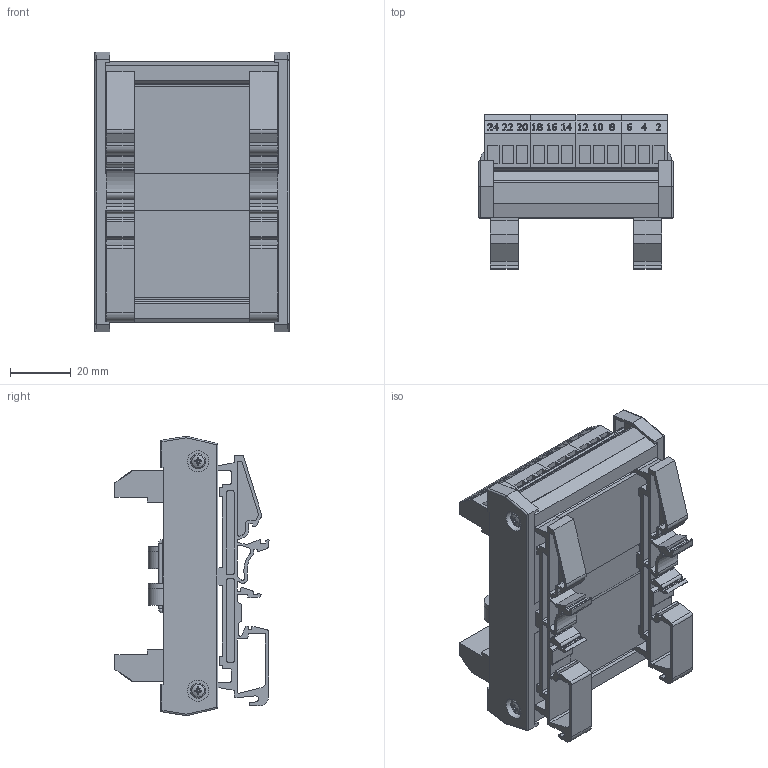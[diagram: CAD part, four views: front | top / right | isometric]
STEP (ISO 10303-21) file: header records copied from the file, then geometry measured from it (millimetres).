
FILE_DESCRIPTION((''),'2;1');
FILE_NAME('5703.4.stp','2014-07-15T11:46:05',('roland'),(''),'Autodesk Inventor 2013','Autodesk Inventor 2013','');
FILE_SCHEMA(('CONFIG_CONTROL_DESIGN'));
Length unit declared in the file: millimetre
Products named in the file (11): 6A Diodel 12; 12 plate; 3 hole green; 12diodes; BASE SIDE; BASE LEGS; BS EN ISO 7045 Z - Metric M2.5 x 10 - 4.8 - Z; diode long 6A; diode long 6A bottom; 12 lable1N; 12 lable2N
Assembly tree (32 placements, depth 2):
  6A Diodel 12
    12 plate
    3 hole green  x8
    12diodes
    BASE SIDE  x2
    BASE LEGS  x2
    BS EN ISO 7045 Z - Metric M2.5 x 10 - 4.8 - Z  x4
    diode long 6A  x6
    diode long 6A bottom  x6
    12 lable1N
    12 lable2N
Bounding box: 64 x 50.69 x 91.98 mm (x, y, z)
Volume: 55375.4 mm3; surface area: 71332.5 mm2
Topology: 32 solids, 32 shells, 2105 faces, 5495 edges, 3618 vertices
Faces by surface type: plane 1230, cylinder 441, bspline 334, cone 64, torus 32, sphere 4
Full cylindrical faces by diameter (mm): 1 x72, 1.199 x12, 1.2 x36, 1.3 x24, 2.256 x4, 2.5 x4, 3.2 x4, 3.75 x24, 7 x4, 7.99 x12, 8 x12, 9 x4
Entity records: 43844 total; most frequent: CARTESIAN_POINT 11888, ORIENTED_EDGE 6936, DIRECTION 5376, EDGE_CURVE 3468, VERTEX_POINT 2382, VECTOR 2232, LINE 2232, EDGE_LOOP 1710
